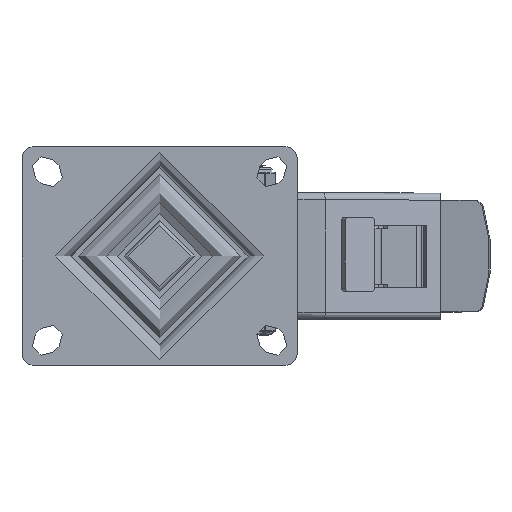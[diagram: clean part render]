
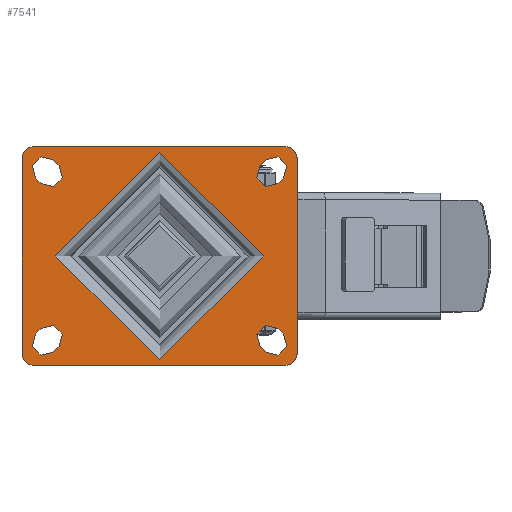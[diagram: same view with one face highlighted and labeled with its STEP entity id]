
A CAD part, top view. The second image highlights one B-rep face of the part: STEP entity #7541.
In plain terms, the highlighted planar face has unit normal (0, 0, 1).
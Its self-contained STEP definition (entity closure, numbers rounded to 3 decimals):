
#349=FACE_BOUND('',#2752,.T.);
#350=FACE_BOUND('',#2753,.T.);
#351=FACE_BOUND('',#2754,.T.);
#352=FACE_BOUND('',#2755,.T.);
#353=FACE_BOUND('',#2756,.T.);
#499=PLANE('',#8270);
#1069=LINE('',#12953,#1644);
#1073=LINE('',#12965,#1648);
#1077=LINE('',#12977,#1652);
#1081=LINE('',#12989,#1656);
#1085=LINE('',#13001,#1660);
#1089=LINE('',#13013,#1664);
#1093=LINE('',#13025,#1668);
#1097=LINE('',#13037,#1672);
#1113=LINE('',#13154,#1688);
#1115=LINE('',#13157,#1690);
#1117=LINE('',#13160,#1692);
#1118=LINE('',#13161,#1693);
#1644=VECTOR('',#9529,10.);
#1648=VECTOR('',#9541,10.);
#1652=VECTOR('',#9553,10.);
#1656=VECTOR('',#9565,10.);
#1660=VECTOR('',#9577,10.);
#1664=VECTOR('',#9589,10.);
#1668=VECTOR('',#9601,10.);
#1672=VECTOR('',#9613,10.);
#1688=VECTOR('',#9755,1000.);
#1690=VECTOR('',#9759,1000.);
#1692=VECTOR('',#9763,1000.);
#1693=VECTOR('',#9764,1000.);
#2282=FACE_OUTER_BOUND('',#2751,.T.);
#2751=EDGE_LOOP('',(#6141,#6142,#6143,#6144,#6145,#6146,#6147,#6148));
#2752=EDGE_LOOP('',(#6149,#6150,#6151,#6152));
#2753=EDGE_LOOP('',(#6153,#6154,#6155,#6156));
#2754=EDGE_LOOP('',(#6157,#6158,#6159,#6160));
#2755=EDGE_LOOP('',(#6161,#6162,#6163,#6164));
#2756=EDGE_LOOP('',(#6165));
#3116=CIRCLE('',#8180,4.5);
#3118=CIRCLE('',#8184,4.5);
#3120=CIRCLE('',#8188,4.5);
#3122=CIRCLE('',#8192,4.5);
#3124=CIRCLE('',#8196,4.5);
#3126=CIRCLE('',#8200,4.5);
#3128=CIRCLE('',#8204,4.5);
#3130=CIRCLE('',#8208,4.5);
#3136=CIRCLE('',#8216,37.);
#3145=CIRCLE('',#8230,4.);
#3147=CIRCLE('',#8233,4.);
#3149=CIRCLE('',#8236,4.);
#3151=CIRCLE('',#8239,4.);
#3640=VERTEX_POINT('',#12950);
#3641=VERTEX_POINT('',#12952);
#3643=VERTEX_POINT('',#12958);
#3645=VERTEX_POINT('',#12964);
#3648=VERTEX_POINT('',#12974);
#3649=VERTEX_POINT('',#12976);
#3651=VERTEX_POINT('',#12982);
#3653=VERTEX_POINT('',#12988);
#3656=VERTEX_POINT('',#12998);
#3657=VERTEX_POINT('',#13000);
#3659=VERTEX_POINT('',#13006);
#3661=VERTEX_POINT('',#13012);
#3664=VERTEX_POINT('',#13022);
#3665=VERTEX_POINT('',#13024);
#3667=VERTEX_POINT('',#13030);
#3669=VERTEX_POINT('',#13036);
#3673=VERTEX_POINT('',#13051);
#3680=VERTEX_POINT('',#13075);
#3681=VERTEX_POINT('',#13076);
#3684=VERTEX_POINT('',#13084);
#3685=VERTEX_POINT('',#13085);
#3688=VERTEX_POINT('',#13093);
#3689=VERTEX_POINT('',#13094);
#3692=VERTEX_POINT('',#13102);
#3693=VERTEX_POINT('',#13103);
#4478=EDGE_CURVE('',#3641,#3640,#1069,.T.);
#4481=EDGE_CURVE('',#3643,#3641,#3116,.T.);
#4484=EDGE_CURVE('',#3645,#3643,#1073,.T.);
#4487=EDGE_CURVE('',#3640,#3645,#3118,.T.);
#4490=EDGE_CURVE('',#3649,#3648,#1077,.T.);
#4493=EDGE_CURVE('',#3651,#3649,#3120,.T.);
#4496=EDGE_CURVE('',#3653,#3651,#1081,.T.);
#4499=EDGE_CURVE('',#3648,#3653,#3122,.T.);
#4502=EDGE_CURVE('',#3657,#3656,#1085,.T.);
#4505=EDGE_CURVE('',#3659,#3657,#3124,.T.);
#4508=EDGE_CURVE('',#3661,#3659,#1089,.T.);
#4511=EDGE_CURVE('',#3656,#3661,#3126,.T.);
#4514=EDGE_CURVE('',#3665,#3664,#1093,.T.);
#4517=EDGE_CURVE('',#3667,#3665,#3128,.T.);
#4520=EDGE_CURVE('',#3669,#3667,#1097,.T.);
#4523=EDGE_CURVE('',#3664,#3669,#3130,.T.);
#4529=EDGE_CURVE('',#3673,#3673,#3136,.T.);
#4540=EDGE_CURVE('',#3680,#3681,#3145,.T.);
#4544=EDGE_CURVE('',#3684,#3685,#3147,.T.);
#4548=EDGE_CURVE('',#3688,#3689,#3149,.T.);
#4552=EDGE_CURVE('',#3692,#3693,#3151,.T.);
#4575=EDGE_CURVE('',#3693,#3684,#1113,.T.);
#4577=EDGE_CURVE('',#3685,#3680,#1115,.T.);
#4579=EDGE_CURVE('',#3689,#3692,#1117,.T.);
#4580=EDGE_CURVE('',#3681,#3688,#1118,.T.);
#6141=ORIENTED_EDGE('',*,*,#4552,.F.);
#6142=ORIENTED_EDGE('',*,*,#4579,.F.);
#6143=ORIENTED_EDGE('',*,*,#4548,.F.);
#6144=ORIENTED_EDGE('',*,*,#4580,.F.);
#6145=ORIENTED_EDGE('',*,*,#4540,.F.);
#6146=ORIENTED_EDGE('',*,*,#4577,.F.);
#6147=ORIENTED_EDGE('',*,*,#4544,.F.);
#6148=ORIENTED_EDGE('',*,*,#4575,.F.);
#6149=ORIENTED_EDGE('',*,*,#4484,.T.);
#6150=ORIENTED_EDGE('',*,*,#4481,.T.);
#6151=ORIENTED_EDGE('',*,*,#4478,.T.);
#6152=ORIENTED_EDGE('',*,*,#4487,.T.);
#6153=ORIENTED_EDGE('',*,*,#4496,.T.);
#6154=ORIENTED_EDGE('',*,*,#4493,.T.);
#6155=ORIENTED_EDGE('',*,*,#4490,.T.);
#6156=ORIENTED_EDGE('',*,*,#4499,.T.);
#6157=ORIENTED_EDGE('',*,*,#4508,.T.);
#6158=ORIENTED_EDGE('',*,*,#4505,.T.);
#6159=ORIENTED_EDGE('',*,*,#4502,.T.);
#6160=ORIENTED_EDGE('',*,*,#4511,.T.);
#6161=ORIENTED_EDGE('',*,*,#4520,.T.);
#6162=ORIENTED_EDGE('',*,*,#4517,.T.);
#6163=ORIENTED_EDGE('',*,*,#4514,.T.);
#6164=ORIENTED_EDGE('',*,*,#4523,.T.);
#6165=ORIENTED_EDGE('',*,*,#4529,.F.);
#7541=ADVANCED_FACE('',(#2282,#349,#350,#351,#352,#353),#499,.T.);
#8180=AXIS2_PLACEMENT_3D('',#12959,#9535,#9536);
#8184=AXIS2_PLACEMENT_3D('',#12969,#9547,#9548);
#8188=AXIS2_PLACEMENT_3D('',#12983,#9559,#9560);
#8192=AXIS2_PLACEMENT_3D('',#12993,#9571,#9572);
#8196=AXIS2_PLACEMENT_3D('',#13007,#9583,#9584);
#8200=AXIS2_PLACEMENT_3D('',#13017,#9595,#9596);
#8204=AXIS2_PLACEMENT_3D('',#13031,#9607,#9608);
#8208=AXIS2_PLACEMENT_3D('',#13041,#9619,#9620);
#8216=AXIS2_PLACEMENT_3D('',#13053,#9635,#9636);
#8230=AXIS2_PLACEMENT_3D('',#13077,#9665,#9666);
#8233=AXIS2_PLACEMENT_3D('',#13086,#9673,#9674);
#8236=AXIS2_PLACEMENT_3D('',#13095,#9681,#9682);
#8239=AXIS2_PLACEMENT_3D('',#13104,#9689,#9690);
#8270=AXIS2_PLACEMENT_3D('',#13159,#9761,#9762);
#9529=DIRECTION('',(0.707,0.707,0.));
#9535=DIRECTION('center_axis',(0.,0.,-1.));
#9536=DIRECTION('ref_axis',(-0.707,0.707,0.));
#9541=DIRECTION('',(-0.707,-0.707,0.));
#9547=DIRECTION('center_axis',(0.,0.,-1.));
#9548=DIRECTION('ref_axis',(0.707,-0.707,0.));
#9553=DIRECTION('',(-0.707,0.707,0.));
#9559=DIRECTION('center_axis',(0.,0.,-1.));
#9560=DIRECTION('ref_axis',(-0.707,-0.707,0.));
#9565=DIRECTION('',(0.707,-0.707,0.));
#9571=DIRECTION('center_axis',(0.,0.,-1.));
#9572=DIRECTION('ref_axis',(0.707,0.707,0.));
#9577=DIRECTION('',(0.707,-0.707,0.));
#9583=DIRECTION('center_axis',(0.,0.,-1.));
#9584=DIRECTION('ref_axis',(0.707,0.707,0.));
#9589=DIRECTION('',(-0.707,0.707,0.));
#9595=DIRECTION('center_axis',(0.,0.,-1.));
#9596=DIRECTION('ref_axis',(-0.707,-0.707,0.));
#9601=DIRECTION('',(-0.707,-0.707,0.));
#9607=DIRECTION('center_axis',(0.,0.,-1.));
#9608=DIRECTION('ref_axis',(0.707,-0.707,0.));
#9613=DIRECTION('',(0.707,0.707,0.));
#9619=DIRECTION('center_axis',(0.,0.,-1.));
#9620=DIRECTION('ref_axis',(-0.707,0.707,0.));
#9635=DIRECTION('center_axis',(0.,0.,1.));
#9636=DIRECTION('ref_axis',(-1.,0.,0.));
#9665=DIRECTION('center_axis',(0.,0.,-1.));
#9666=DIRECTION('ref_axis',(-0.707,0.707,0.));
#9673=DIRECTION('center_axis',(0.,0.,-1.));
#9674=DIRECTION('ref_axis',(-0.707,-0.707,0.));
#9681=DIRECTION('center_axis',(0.,0.,-1.));
#9682=DIRECTION('ref_axis',(0.707,0.707,0.));
#9689=DIRECTION('center_axis',(0.,0.,-1.));
#9690=DIRECTION('ref_axis',(0.707,-0.707,0.));
#9755=DIRECTION('',(-1.,0.,0.));
#9759=DIRECTION('',(0.,1.,0.));
#9761=DIRECTION('center_axis',(0.,0.,1.));
#9762=DIRECTION('ref_axis',(1.,0.,0.));
#9763=DIRECTION('',(0.,-1.,0.));
#9764=DIRECTION('',(1.,0.,0.));
#12950=CARTESIAN_POINT('',(37.818,34.182,0.));
#12952=CARTESIAN_POINT('',(35.818,32.182,0.));
#12953=CARTESIAN_POINT('',(18.818,15.182,0.));
#12958=CARTESIAN_POINT('',(42.182,25.818,0.));
#12959=CARTESIAN_POINT('Origin',(39.,29.,0.));
#12964=CARTESIAN_POINT('',(44.182,27.818,0.));
#12965=CARTESIAN_POINT('',(26.182,9.818,0.));
#12969=CARTESIAN_POINT('Origin',(41.,31.,0.));
#12974=CARTESIAN_POINT('',(35.818,-32.182,0.));
#12976=CARTESIAN_POINT('',(37.818,-34.182,0.));
#12977=CARTESIAN_POINT('',(19.818,-16.182,0.));
#12982=CARTESIAN_POINT('',(44.182,-27.818,0.));
#12983=CARTESIAN_POINT('Origin',(41.,-31.,0.));
#12988=CARTESIAN_POINT('',(42.182,-25.818,0.));
#12989=CARTESIAN_POINT('',(25.182,-8.818,0.));
#12993=CARTESIAN_POINT('Origin',(39.,-29.,0.));
#12998=CARTESIAN_POINT('',(-35.818,32.182,0.));
#13000=CARTESIAN_POINT('',(-37.818,34.182,0.));
#13001=CARTESIAN_POINT('',(-19.818,16.182,0.));
#13006=CARTESIAN_POINT('',(-44.182,27.818,0.));
#13007=CARTESIAN_POINT('Origin',(-41.,31.,0.));
#13012=CARTESIAN_POINT('',(-42.182,25.818,0.));
#13013=CARTESIAN_POINT('',(-25.182,8.818,0.));
#13017=CARTESIAN_POINT('Origin',(-39.,29.,0.));
#13022=CARTESIAN_POINT('',(-37.818,-34.182,0.));
#13024=CARTESIAN_POINT('',(-35.818,-32.182,0.));
#13025=CARTESIAN_POINT('',(-18.818,-15.182,0.));
#13030=CARTESIAN_POINT('',(-42.182,-25.818,0.));
#13031=CARTESIAN_POINT('Origin',(-39.,-29.,0.));
#13036=CARTESIAN_POINT('',(-44.182,-27.818,0.));
#13037=CARTESIAN_POINT('',(-26.182,-9.818,0.));
#13041=CARTESIAN_POINT('Origin',(-41.,-31.,0.));
#13051=CARTESIAN_POINT('',(-37.,0.,0.));
#13053=CARTESIAN_POINT('Origin',(0.,0.,0.));
#13075=CARTESIAN_POINT('',(-49.,35.,0.));
#13076=CARTESIAN_POINT('',(-45.,39.,0.));
#13077=CARTESIAN_POINT('Origin',(-45.,35.,0.));
#13084=CARTESIAN_POINT('',(-45.,-39.,0.));
#13085=CARTESIAN_POINT('',(-49.,-35.,0.));
#13086=CARTESIAN_POINT('Origin',(-45.,-35.,0.));
#13093=CARTESIAN_POINT('',(45.,39.,0.));
#13094=CARTESIAN_POINT('',(49.,35.,0.));
#13095=CARTESIAN_POINT('Origin',(45.,35.,0.));
#13102=CARTESIAN_POINT('',(49.,-35.,0.));
#13103=CARTESIAN_POINT('',(45.,-39.,0.));
#13104=CARTESIAN_POINT('Origin',(45.,-35.,0.));
#13154=CARTESIAN_POINT('',(49.,-39.,0.));
#13157=CARTESIAN_POINT('',(-49.,-39.,0.));
#13159=CARTESIAN_POINT('Origin',(0.,0.,0.));
#13160=CARTESIAN_POINT('',(49.,39.,0.));
#13161=CARTESIAN_POINT('',(-49.,39.,0.));
